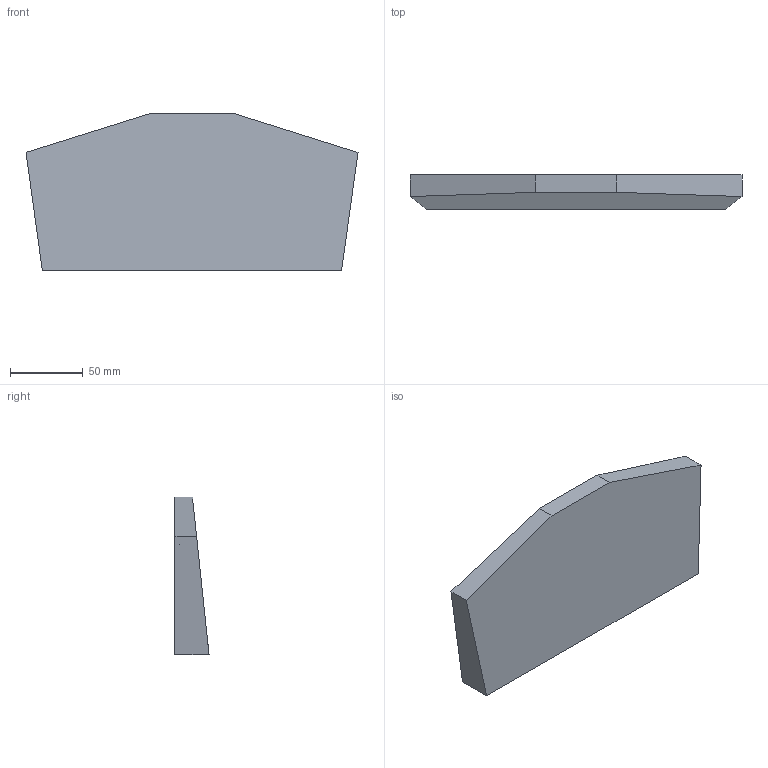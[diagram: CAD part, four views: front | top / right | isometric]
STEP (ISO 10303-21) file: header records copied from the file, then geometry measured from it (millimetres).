
FILE_DESCRIPTION(/* description */ (''),/* implementation_level */ '2;1');
FILE_NAME(/* name */ 'cool536lc_bpttom_newversion v16.step',/* time_stamp */ '2023-09-25T18:15:48+09:00',/* author */ (''),/* organization */ (''),/* preprocessor_version */ 'ST-DEVELOPER v20',/* originating_system */ 'Autodesk Translation Framework v12.9.0.99',/* authorisation */ '');
FILE_SCHEMA (('AUTOMOTIVE_DESIGN { 1 0 10303 214 3 1 1 }'));
Length unit declared in the file: millimetre
Products named in the file (1): cool536lc_bpttom_newversion
Bounding box: 228.64 x 23.5 x 108.79 mm (x, y, z)
Volume: 141818 mm3; surface area: 63170.6 mm2
Topology: 1 solids, 1 shells, 82 faces, 202 edges, 134 vertices
Faces by surface type: plane 70, cylinder 12
Full cylindrical faces by diameter (mm): 2.6 x4, 5 x3, 7.2 x4
Entity records: 2431 total; most frequent: CARTESIAN_POINT 419, ORIENTED_EDGE 404, DIRECTION 392, EDGE_CURVE 202, LINE 178, VECTOR 178, VERTEX_POINT 134, AXIS2_PLACEMENT_3D 107
